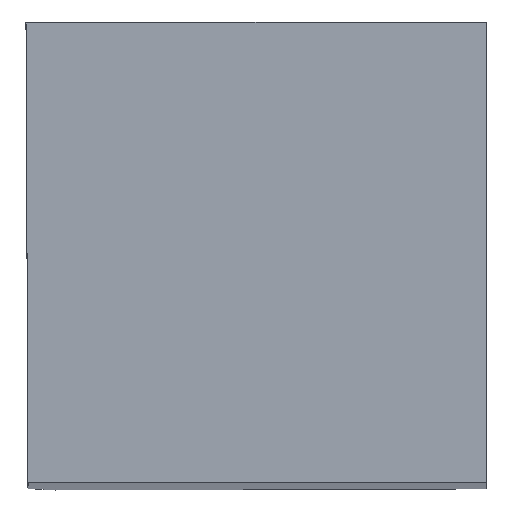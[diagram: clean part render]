
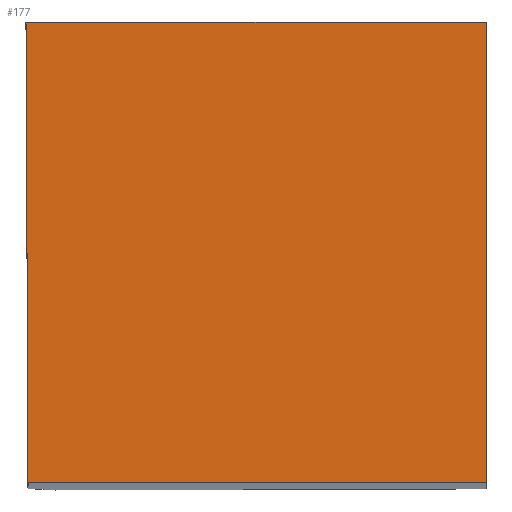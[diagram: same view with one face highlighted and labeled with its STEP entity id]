
A CAD part, top view. The second image highlights one B-rep face of the part: STEP entity #177.
In plain terms, the highlighted planar face has unit normal (0, 0, 1).
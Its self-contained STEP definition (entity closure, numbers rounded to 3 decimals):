
#177=ADVANCED_FACE('',(#236),#214,.T.);
#214=PLANE('',#789);
#236=FACE_OUTER_BOUND('',#263,.T.);
#263=EDGE_LOOP('',(#356,#357,#358,#359));
#356=ORIENTED_EDGE('',*,*,#555,.T.);
#357=ORIENTED_EDGE('',*,*,#553,.T.);
#358=ORIENTED_EDGE('',*,*,#560,.T.);
#359=ORIENTED_EDGE('',*,*,#562,.F.);
#488=VERTEX_POINT('',#1100);
#490=VERTEX_POINT('',#1104);
#491=VERTEX_POINT('',#1109);
#493=VERTEX_POINT('',#1116);
#553=EDGE_CURVE('',#488,#490,#634,.T.);
#555=EDGE_CURVE('',#491,#488,#636,.T.);
#560=EDGE_CURVE('',#490,#493,#640,.T.);
#562=EDGE_CURVE('',#491,#493,#641,.T.);
#634=LINE('',#1105,#686);
#636=LINE('',#1108,#688);
#640=LINE('',#1117,#692);
#641=LINE('',#1121,#693);
#686=VECTOR('',#889,1.);
#688=VECTOR('',#893,1.);
#692=VECTOR('',#901,1.);
#693=VECTOR('',#908,1.);
#789=AXIS2_PLACEMENT_3D('',#1123,#911,#912);
#889=DIRECTION('',(-1.,0.,0.));
#893=DIRECTION('',(0.,1.,0.));
#901=DIRECTION('',(0.004,-1.,0.));
#908=DIRECTION('',(-1.,0.,0.));
#911=DIRECTION('',(0.,0.,1.));
#912=DIRECTION('',(-1.,0.,0.));
#1100=CARTESIAN_POINT('',(12.65,12.65,0.));
#1104=CARTESIAN_POINT('',(0.,12.65,0.));
#1105=CARTESIAN_POINT('',(14.7,12.65,0.));
#1108=CARTESIAN_POINT('',(12.65,-2.,0.));
#1109=CARTESIAN_POINT('',(12.65,0.,0.));
#1116=CARTESIAN_POINT('',(0.055,0.,0.));
#1117=CARTESIAN_POINT('',(-0.009,14.659,0.));
#1121=CARTESIAN_POINT('',(14.7,0.,0.));
#1123=CARTESIAN_POINT('',(-2.,14.65,0.));
